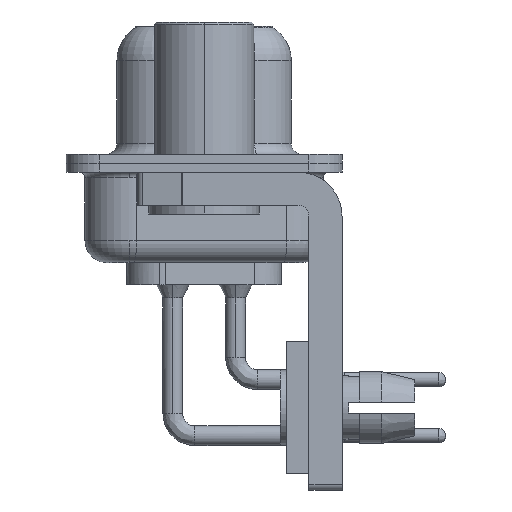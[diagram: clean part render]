
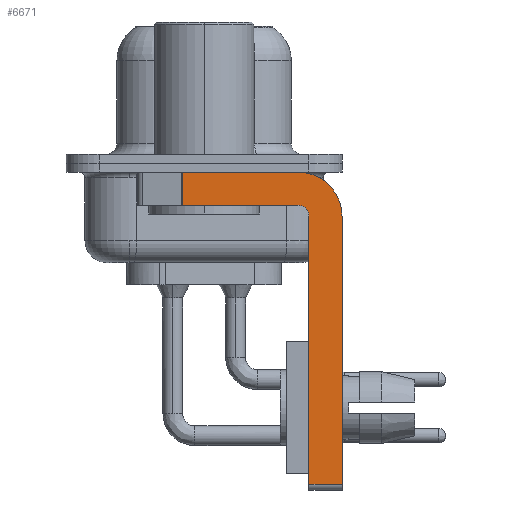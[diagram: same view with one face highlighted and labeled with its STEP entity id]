
A CAD part, left-side view. The second image highlights one B-rep face of the part: STEP entity #6671.
In plain terms, the highlighted planar face has unit normal (-1, 0, 0).
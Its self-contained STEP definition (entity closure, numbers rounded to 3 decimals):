
#308 = CARTESIAN_POINT ( 'NONE',  ( -2.9, 0.978, -1.9 ) ) ;
#543 = DIRECTION ( 'NONE',  ( 0., 0., -1. ) ) ;
#1271 = CARTESIAN_POINT ( 'NONE',  ( -2.9, -4.25, -2.4 ) ) ;
#1508 = CARTESIAN_POINT ( 'NONE',  ( -2.9, -4.25, -1.9 ) ) ;
#1847 = EDGE_LOOP ( 'NONE', ( #18825, #15616, #9898, #12025, #3349, #6305, #3863, #15150 ) ) ;
#2485 = CARTESIAN_POINT ( 'NONE',  ( -2.9, -6.25, -2.4 ) ) ;
#2848 = DIRECTION ( 'NONE',  ( 0., 0., 1. ) ) ;
#3349 = ORIENTED_EDGE ( 'NONE', *, *, #14942, .F. ) ;
#3863 = ORIENTED_EDGE ( 'NONE', *, *, #18851, .F. ) ;
#3907 = VERTEX_POINT ( 'NONE', #17175 ) ;
#4700 = LINE ( 'NONE', #308, #16703 ) ;
#5915 = VECTOR ( 'NONE', #16226, 1000. ) ;
#6129 = VECTOR ( 'NONE', #543, 1000. ) ;
#6305 = ORIENTED_EDGE ( 'NONE', *, *, #17678, .T. ) ;
#6671 = ADVANCED_FACE ( 'NONE', ( #18046 ), #15350, .F. ) ;
#6710 = CARTESIAN_POINT ( 'NONE',  ( -2.9, -6.25, -2.4 ) ) ;
#7204 = CIRCLE ( 'NONE', #10618, 2. ) ;
#7884 = CARTESIAN_POINT ( 'NONE',  ( -2.9, -4.25, -2.4 ) ) ;
#8371 = VERTEX_POINT ( 'NONE', #2485 ) ;
#8510 = VERTEX_POINT ( 'NONE', #10190 ) ;
#8675 = CARTESIAN_POINT ( 'NONE',  ( -2.9, -4.75, -14.55 ) ) ;
#8691 = DIRECTION ( 'NONE',  ( 0., -1., 0. ) ) ;
#8906 = LINE ( 'NONE', #15014, #15804 ) ;
#8970 = CARTESIAN_POINT ( 'NONE',  ( -2.9, -4.25, -0.4 ) ) ;
#9117 = CARTESIAN_POINT ( 'NONE',  ( -2.9, -4.25, -1.9 ) ) ;
#9259 = CARTESIAN_POINT ( 'NONE',  ( -2.9, -4.75, -14.8 ) ) ;
#9438 = DIRECTION ( 'NONE',  ( 0., 0., -1. ) ) ;
#9898 = ORIENTED_EDGE ( 'NONE', *, *, #19593, .F. ) ;
#9905 = DIRECTION ( 'NONE',  ( 0., 0., -1. ) ) ;
#10008 = LINE ( 'NONE', #19379, #5915 ) ;
#10190 = CARTESIAN_POINT ( 'NONE',  ( -2.9, 0.978, -0.4 ) ) ;
#10245 = LINE ( 'NONE', #6710, #6129 ) ;
#10440 = AXIS2_PLACEMENT_3D ( 'NONE', #1271, #12195, #2848 ) ;
#10490 = VERTEX_POINT ( 'NONE', #8970 ) ;
#10520 = DIRECTION ( 'NONE',  ( 1., 0., 0. ) ) ;
#10618 = AXIS2_PLACEMENT_3D ( 'NONE', #7884, #18893, #9438 ) ;
#10961 = VERTEX_POINT ( 'NONE', #14306 ) ;
#11261 = DIRECTION ( 'NONE',  ( 0., 0., -1. ) ) ;
#12025 = ORIENTED_EDGE ( 'NONE', *, *, #16283, .F. ) ;
#12195 = DIRECTION ( 'NONE',  ( -1., 0., 0. ) ) ;
#12436 = DIRECTION ( 'NONE',  ( 0., 0., 1. ) ) ;
#12673 = VERTEX_POINT ( 'NONE', #1508 ) ;
#13075 = VERTEX_POINT ( 'NONE', #8675 ) ;
#13851 = VECTOR ( 'NONE', #18559, 1000. ) ;
#14033 = CIRCLE ( 'NONE', #10440, 0.5 ) ;
#14216 = VERTEX_POINT ( 'NONE', #19219 ) ;
#14306 = CARTESIAN_POINT ( 'NONE',  ( -2.9, 0.978, -1.9 ) ) ;
#14428 = EDGE_CURVE ( 'NONE', #8510, #10490, #8906, .T. ) ;
#14942 = EDGE_CURVE ( 'NONE', #13075, #3907, #16042, .T. ) ;
#15014 = CARTESIAN_POINT ( 'NONE',  ( -2.9, 3., -0.4 ) ) ;
#15150 = ORIENTED_EDGE ( 'NONE', *, *, #19722, .F. ) ;
#15350 = PLANE ( 'NONE',  #18205 ) ;
#15616 = ORIENTED_EDGE ( 'NONE', *, *, #17581, .T. ) ;
#15804 = VECTOR ( 'NONE', #8691, 1000. ) ;
#16042 = LINE ( 'NONE', #9259, #19234 ) ;
#16204 = CARTESIAN_POINT ( 'NONE',  ( -2.9, -4.25, -2.4 ) ) ;
#16226 = DIRECTION ( 'NONE',  ( 0., -1., 0. ) ) ;
#16283 = EDGE_CURVE ( 'NONE', #3907, #12673, #14033, .T. ) ;
#16703 = VECTOR ( 'NONE', #11261, 1000. ) ;
#17175 = CARTESIAN_POINT ( 'NONE',  ( -2.9, -4.75, -2.4 ) ) ;
#17581 = EDGE_CURVE ( 'NONE', #8510, #10961, #4700, .T. ) ;
#17678 = EDGE_CURVE ( 'NONE', #13075, #14216, #10008, .T. ) ;
#18046 = FACE_OUTER_BOUND ( 'NONE', #1847, .T. ) ;
#18205 = AXIS2_PLACEMENT_3D ( 'NONE', #16204, #10520, #9905 ) ;
#18540 = LINE ( 'NONE', #9117, #13851 ) ;
#18559 = DIRECTION ( 'NONE',  ( 0., 1., 0. ) ) ;
#18825 = ORIENTED_EDGE ( 'NONE', *, *, #14428, .F. ) ;
#18851 = EDGE_CURVE ( 'NONE', #8371, #14216, #10245, .T. ) ;
#18893 = DIRECTION ( 'NONE',  ( 1., 0., 0. ) ) ;
#19219 = CARTESIAN_POINT ( 'NONE',  ( -2.9, -6.25, -14.55 ) ) ;
#19234 = VECTOR ( 'NONE', #12436, 1000. ) ;
#19379 = CARTESIAN_POINT ( 'NONE',  ( -2.9, -4.25, -14.55 ) ) ;
#19593 = EDGE_CURVE ( 'NONE', #12673, #10961, #18540, .T. ) ;
#19722 = EDGE_CURVE ( 'NONE', #10490, #8371, #7204, .T. ) ;
